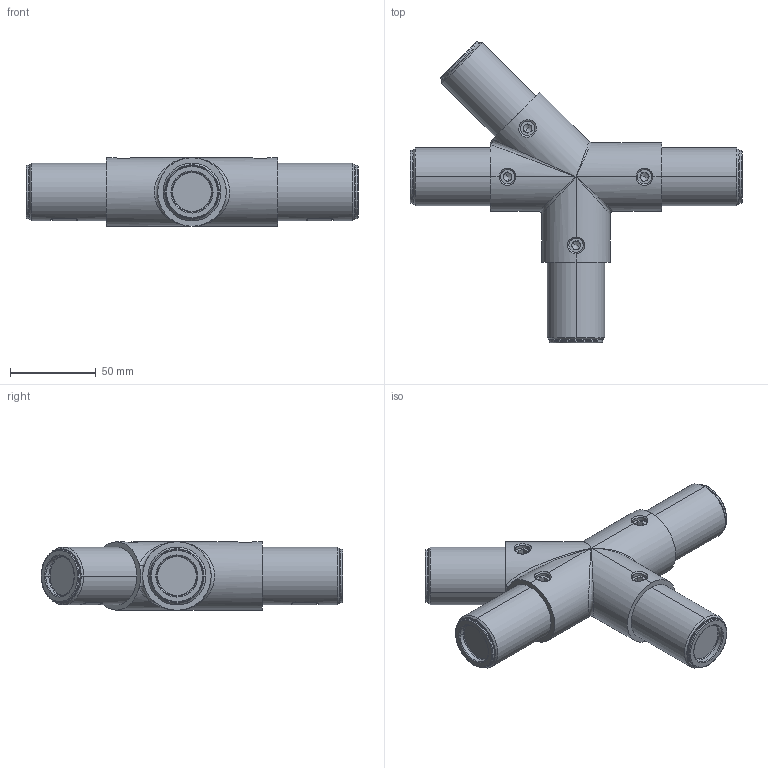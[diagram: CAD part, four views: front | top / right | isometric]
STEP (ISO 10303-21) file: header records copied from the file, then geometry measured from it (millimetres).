
FILE_DESCRIPTION (( 'STEP AP203' ), '1' );
FILE_NAME ('SPS.JC40.A45T.L.STEP', '2014-05-20T05:54:04', ( 'USER' ), ( 'Microsoft' ), 'SwSTEP 2.0', 'SolidWorks 2012', '' );
FILE_SCHEMA (( 'CONFIG_CONTROL_DESIGN' ));
Length unit declared in the file: millimetre
Products named in the file (8): SPS.JC40.A45T.L; 諶裔; hex socket set screws with cone point gb_GB_FASTENER_SCREWS_HSCP M10X16-C; 賑輸; 賑裝粟銅蚾饜2; 粟銅; 賑裝-2; 45僅T倛諉芛ㄗ酘ㄘ
Assembly tree (19 placements, depth 3):
  SPS.JC40.A45T.L
    45僅T倛諉芛ㄗ酘ㄘ
    賑裝粟銅蚾饜2  x4
      賑裝-2
      粟銅
    賑輸  x4
    hex socket set screws with cone point gb_GB_FASTENER_SCREWS_HSCP M10X16-C  x4
    諶裔  x4
Bounding box: 194 x 176.34 x 40 mm (x, y, z)
Volume: 319990.7 mm3; surface area: 90651.3 mm2
Topology: 21 solids, 21 shells, 535 faces, 1268 edges, 761 vertices
Faces by surface type: plane 232, cylinder 149, cone 88, torus 44, bspline 22
Entity records: 16614 total; most frequent: CARTESIAN_POINT 10018, ORIENTED_EDGE 1162, DIRECTION 1111, EDGE_CURVE 581, AXIS2_PLACEMENT_3D 419, VERTEX_POINT 359, LINE 273, VECTOR 273
